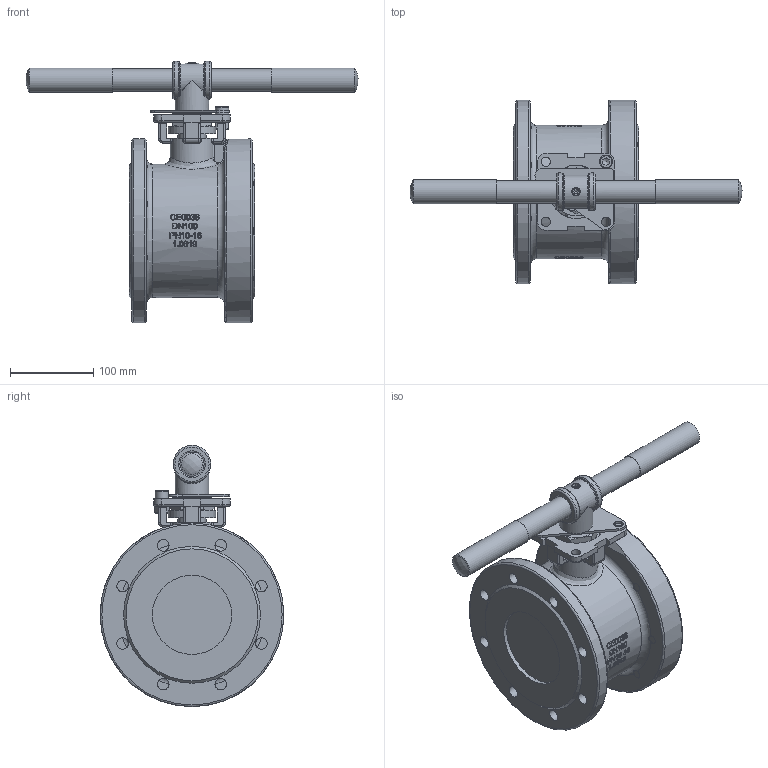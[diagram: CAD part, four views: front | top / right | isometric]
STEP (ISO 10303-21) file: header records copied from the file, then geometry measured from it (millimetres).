
FILE_DESCRIPTION(/* description */ ('Kugelhahn DN100 handbetätigt (PN16) - Konturvereinfachung'),/* implementation_level */ '2;1');
FILE_NAME(/* name */ '79-100-16.stp',/* time_stamp */ '2016-10-31T12:41:44+01:00',/* author */ ('sci'),/* organization */ (''),/* preprocessor_version */ 'ST-DEVELOPER v16.1',/* originating_system */ 'Autodesk Inventor 2016',/* authorisation */ '');
FILE_SCHEMA (('AUTOMOTIVE_DESIGN { 1 0 10303 214 3 1 1 }'));
Products named in the file (1): ENG-006125
Bounding box: 397.76 x 220 x 312.96 mm (x, y, z)
Volume: 4019257.1 mm3; surface area: 348589.8 mm2
Topology: 1 solids, 13 shells, 935 faces, 2450 edges, 1595 vertices
Faces by surface type: plane 352, bspline 251, cylinder 216, torus 62, cone 46, sphere 8
Full cylindrical faces by diameter (mm): 8.376 x2, 10 x4, 10.106 x8, 11 x5, 12 x8, 13 x8, 13.835 x16, 16 x1, 18 x8, 20 x8, 21 x1, 27 x1, 28 x1, 29 x2, 30.175 x1, 34 x1, 40 x1, 45 x2, 57.15 x1, 64 x1, 95 x2, 160 x1, 220 x2
Entity records: 93972 total; most frequent: CARTESIAN_POINT 73017, ORIENTED_EDGE 4434, DIRECTION 3315, EDGE_CURVE 2217, VERTEX_POINT 1509, AXIS2_PLACEMENT_3D 1226, EDGE_LOOP 1206, STYLED_ITEM 936
